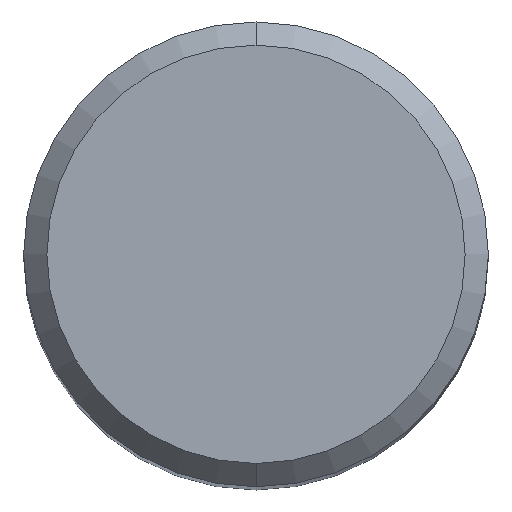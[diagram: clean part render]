
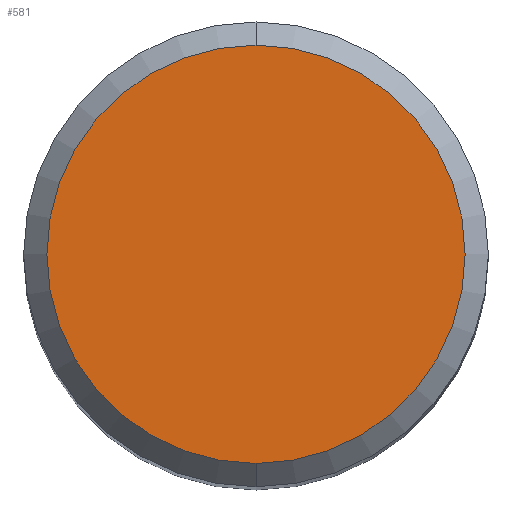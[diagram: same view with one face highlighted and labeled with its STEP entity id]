
A CAD part, top view. The second image highlights one B-rep face of the part: STEP entity #581.
In plain terms, the highlighted planar face has unit normal (0, 0, 1).
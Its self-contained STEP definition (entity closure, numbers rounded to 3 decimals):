
#471=EDGE_CURVE('',#869,#575,#1082,.T.);
#575=VERTEX_POINT('',#1191);
#581=ADVANCED_FACE('',(#1198),#1199,.T.);
#665=EDGE_CURVE('',#575,#869,#1293,.T.);
#869=VERTEX_POINT('',#1516);
#1082=CIRCLE('',#3503,7.2);
#1191=CARTESIAN_POINT('',(0.,-7.2,0.0));
#1198=FACE_OUTER_BOUND('',#4078,.T.);
#1199=PLANE('',#4079);
#1293=CIRCLE('',#5530,7.2);
#1516=CARTESIAN_POINT('',(0.0,7.2,0.0));
#3503=AXIS2_PLACEMENT_3D('',#9340,#9341,#9342);
#4078=EDGE_LOOP('',(#9466,#9467));
#4079=AXIS2_PLACEMENT_3D('',#9468,#9469,#9470);
#5530=AXIS2_PLACEMENT_3D('',#9561,#9562,#9563);
#9340=CARTESIAN_POINT('',(0.0,0.0,0.0));
#9341=DIRECTION('',(0.0,0.0,-1.0));
#9342=DIRECTION('',(0.0,1.0,0.0));
#9466=ORIENTED_EDGE('',*,*,#471,.F.);
#9467=ORIENTED_EDGE('',*,*,#665,.F.);
#9468=CARTESIAN_POINT('',(0.0,3.6,0.0));
#9469=DIRECTION('',(-0.0,0.0,1.0));
#9470=DIRECTION('',(0.0,-1.0,0.0));
#9561=CARTESIAN_POINT('',(0.0,0.0,0.0));
#9562=DIRECTION('',(0.0,0.0,-1.0));
#9563=DIRECTION('',(0.0,1.0,0.0));
